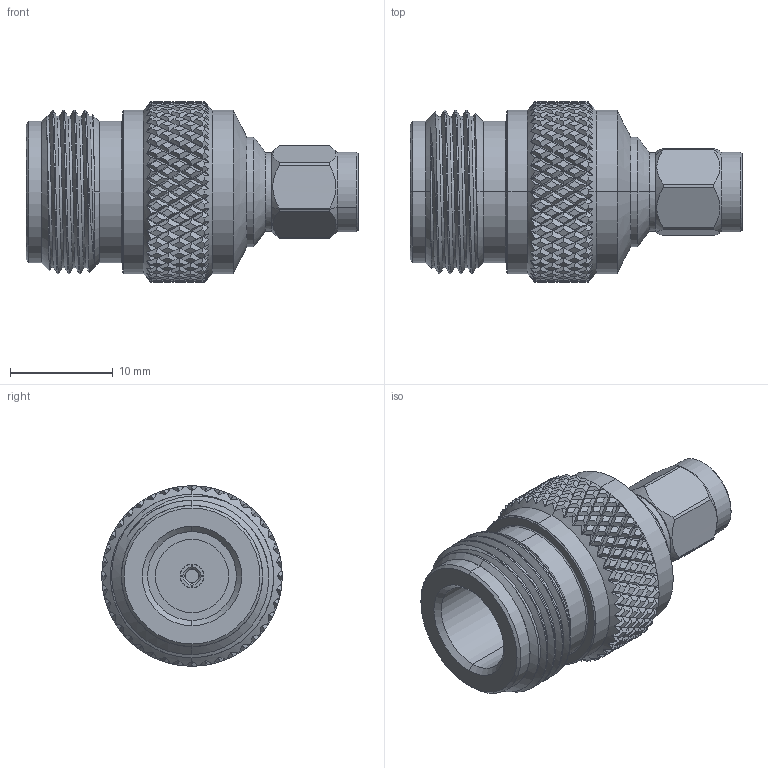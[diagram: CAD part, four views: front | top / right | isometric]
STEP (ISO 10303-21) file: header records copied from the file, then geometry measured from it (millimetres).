
FILE_DESCRIPTION (( 'STEP AP203' ), '1' );
FILE_NAME ('SM4205.step', '2018-11-06T23:23:38', ( '' ), ( '' ), 'SwSTEP 2.0', 'SolidWorks 2017', '' );
FILE_SCHEMA (( 'CONFIG_CONTROL_DESIGN' ));
Products named in the file (1): SM4205
Bounding box: 32.26 x 17.53 x 17.53 mm (x, y, z)
Volume: 3972.1 mm3; surface area: 2556.2 mm2
Topology: 1 solids, 1 shells, 1345 faces, 2953 edges, 1622 vertices
Faces by surface type: bspline 970, cylinder 307, cone 36, plane 32
Entity records: 55280 total; most frequent: CARTESIAN_POINT 36658, ORIENTED_EDGE 5906, EDGE_CURVE 2953, VERTEX_POINT 1622, EDGE_LOOP 1357, DIRECTION 1349, ADVANCED_FACE 1345, FACE_OUTER_BOUND 1345
